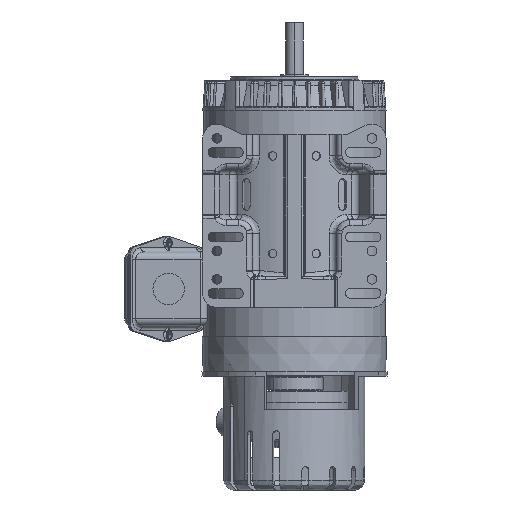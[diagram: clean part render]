
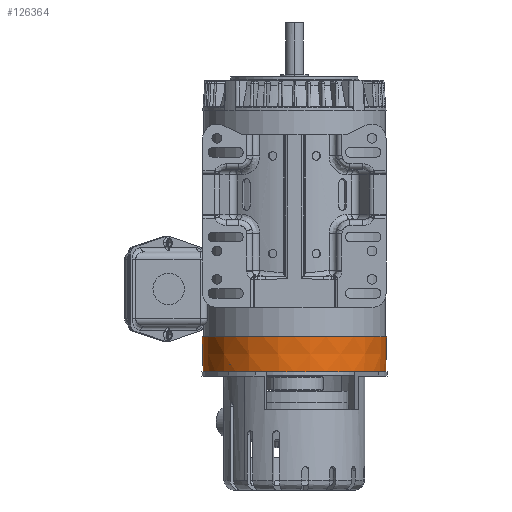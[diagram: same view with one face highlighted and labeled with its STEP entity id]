
A CAD part, front view. The second image highlights one B-rep face of the part: STEP entity #126364.
In plain terms, the highlighted conical face has half-angle 1.465 degrees and reference radius 83.004 mm.
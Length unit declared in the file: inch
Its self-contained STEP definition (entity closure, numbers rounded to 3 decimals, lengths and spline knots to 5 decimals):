
#1786 = AXIS2_PLACEMENT_3D ( 'NONE', #123511, #78490, #31938 ) ;
#3883 = VECTOR ( 'NONE', #53134, 39.37008 ) ;
#7635 = CARTESIAN_POINT ( 'NONE',  ( -3.26786, 0., -4. ) ) ;
#7923 = EDGE_CURVE ( 'NONE', #42691, #50909, #25497, .T. ) ;
#19162 = LINE ( 'NONE', #141070, #3883 ) ;
#25497 = LINE ( 'NONE', #115601, #105125 ) ;
#29431 = AXIS2_PLACEMENT_3D ( 'NONE', #74577, #73860, #75339 ) ;
#31938 = DIRECTION ( 'NONE',  ( 1., 0., 0. ) ) ;
#32258 = VERTEX_POINT ( 'NONE', #140080 ) ;
#42691 = VERTEX_POINT ( 'NONE', #112426 ) ;
#43945 = VERTEX_POINT ( 'NONE', #102468 ) ;
#44448 = AXIS2_PLACEMENT_3D ( 'NONE', #87099, #133587, #77481 ) ;
#48358 = DIRECTION ( 'NONE',  ( -0.026, 0., 1. ) ) ;
#50909 = VERTEX_POINT ( 'NONE', #7635 ) ;
#53134 = DIRECTION ( 'NONE',  ( 0.026, 0., 1. ) ) ;
#55369 = CONICAL_SURFACE ( 'NONE', #29431, 3.26786, 0.026 ) ;
#61407 = EDGE_CURVE ( 'NONE', #32258, #43945, #19162, .T. ) ;
#62866 = EDGE_LOOP ( 'NONE', ( #81038, #73565, #81671, #124303 ) ) ;
#72566 = CIRCLE ( 'NONE', #1786, 3.26786 ) ;
#73565 = ORIENTED_EDGE ( 'NONE', *, *, #101992, .F. ) ;
#73860 = DIRECTION ( 'NONE',  ( 0., 0., 1. ) ) ;
#74577 = CARTESIAN_POINT ( 'NONE',  ( 0., 0., -4. ) ) ;
#75339 = DIRECTION ( 'NONE',  ( 1., 0., 0. ) ) ;
#77481 = DIRECTION ( 'NONE',  ( 1., 0., 0. ) ) ;
#78490 = DIRECTION ( 'NONE',  ( 0., 0., -1. ) ) ;
#81038 = ORIENTED_EDGE ( 'NONE', *, *, #7923, .F. ) ;
#81671 = ORIENTED_EDGE ( 'NONE', *, *, #61407, .T. ) ;
#87099 = CARTESIAN_POINT ( 'NONE',  ( 0., 0., -5.25 ) ) ;
#89260 = CIRCLE ( 'NONE', #44448, 3.2359 ) ;
#101992 = EDGE_CURVE ( 'NONE', #32258, #42691, #89260, .T. ) ;
#102468 = CARTESIAN_POINT ( 'NONE',  ( 3.26786, 0., -4. ) ) ;
#105125 = VECTOR ( 'NONE', #48358, 39.37008 ) ;
#112426 = CARTESIAN_POINT ( 'NONE',  ( -3.2359, 0., -5.25 ) ) ;
#115601 = CARTESIAN_POINT ( 'NONE',  ( -3.26786, 0., -4. ) ) ;
#118902 = FACE_OUTER_BOUND ( 'NONE', #62866, .T. ) ;
#123511 = CARTESIAN_POINT ( 'NONE',  ( 0., 0., -4. ) ) ;
#124303 = ORIENTED_EDGE ( 'NONE', *, *, #135669, .T. ) ;
#126364 = ADVANCED_FACE ( 'NONE', ( #118902 ), #55369, .T. ) ;
#133587 = DIRECTION ( 'NONE',  ( 0., 0., -1. ) ) ;
#135669 = EDGE_CURVE ( 'NONE', #43945, #50909, #72566, .T. ) ;
#140080 = CARTESIAN_POINT ( 'NONE',  ( 3.2359, 0., -5.25 ) ) ;
#141070 = CARTESIAN_POINT ( 'NONE',  ( 3.26786, 0., -4. ) ) ;
